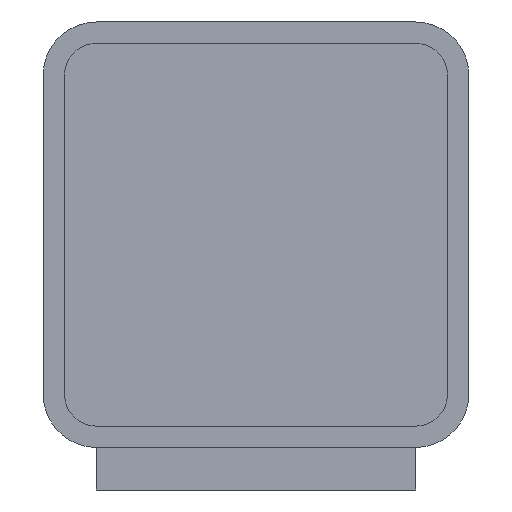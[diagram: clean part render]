
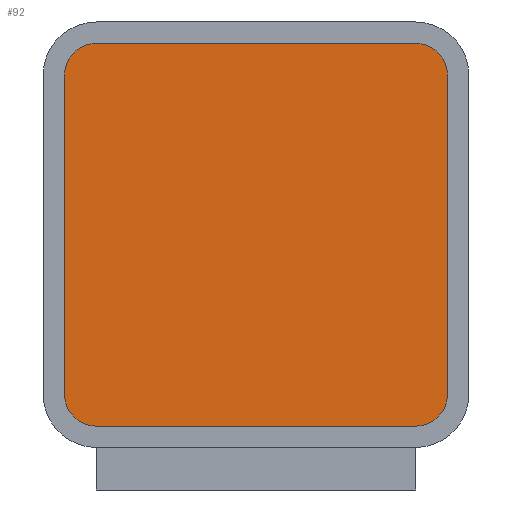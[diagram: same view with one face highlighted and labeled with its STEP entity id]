
A CAD part, front view. The second image highlights one B-rep face of the part: STEP entity #92.
In plain terms, the highlighted planar face has unit normal (0, -1, 0).
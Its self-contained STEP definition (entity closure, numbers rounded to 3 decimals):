
#92 = ADVANCED_FACE( '', ( #194 ), #195, .F. );
#194 = FACE_OUTER_BOUND( '', #305, .T. );
#195 = PLANE( '', #306 );
#305 = EDGE_LOOP( '', ( #499, #500, #501, #502, #503, #504, #505, #506 ) );
#306 = AXIS2_PLACEMENT_3D( '', #507, #508, #509 );
#499 = ORIENTED_EDGE( '', *, *, #717, .F. );
#500 = ORIENTED_EDGE( '', *, *, #722, .F. );
#501 = ORIENTED_EDGE( '', *, *, #667, .F. );
#502 = ORIENTED_EDGE( '', *, *, #744, .F. );
#503 = ORIENTED_EDGE( '', *, *, #686, .F. );
#504 = ORIENTED_EDGE( '', *, *, #745, .F. );
#505 = ORIENTED_EDGE( '', *, *, #672, .F. );
#506 = ORIENTED_EDGE( '', *, *, #746, .F. );
#507 = CARTESIAN_POINT( '', ( -0.75, -24.995, -0.75 ) );
#508 = DIRECTION( '', ( 0., 1., 0. ) );
#509 = DIRECTION( '', ( 0., 0., 1. ) );
#667 = EDGE_CURVE( '', #787, #788, #789, .T. );
#672 = EDGE_CURVE( '', #796, #797, #798, .T. );
#686 = EDGE_CURVE( '', #820, #821, #822, .T. );
#717 = EDGE_CURVE( '', #875, #876, #877, .T. );
#722 = EDGE_CURVE( '', #788, #875, #884, .T. );
#744 = EDGE_CURVE( '', #821, #787, #913, .T. );
#745 = EDGE_CURVE( '', #797, #820, #914, .T. );
#746 = EDGE_CURVE( '', #876, #796, #915, .T. );
#787 = VERTEX_POINT( '', #963 );
#788 = VERTEX_POINT( '', #964 );
#789 = CIRCLE( '', #965, 0.15 );
#796 = VERTEX_POINT( '', #974 );
#797 = VERTEX_POINT( '', #975 );
#798 = CIRCLE( '', #976, 0.15 );
#820 = VERTEX_POINT( '', #1005 );
#821 = VERTEX_POINT( '', #1006 );
#822 = CIRCLE( '', #1007, 0.15 );
#875 = VERTEX_POINT( '', #1075 );
#876 = VERTEX_POINT( '', #1076 );
#877 = CIRCLE( '', #1077, 0.15 );
#884 = LINE( '', #1086, #1087 );
#913 = LINE( '', #1129, #1130 );
#914 = LINE( '', #1131, #1132 );
#915 = LINE( '', #1133, #1134 );
#963 = CARTESIAN_POINT( '', ( 0.9, -24.995, -0.75 ) );
#964 = CARTESIAN_POINT( '', ( 0.75, -24.995, -0.9 ) );
#965 = AXIS2_PLACEMENT_3D( '', #1200, #1201, #1202 );
#974 = CARTESIAN_POINT( '', ( -0.9, -24.995, 0.75 ) );
#975 = CARTESIAN_POINT( '', ( -0.75, -24.995, 0.9 ) );
#976 = AXIS2_PLACEMENT_3D( '', #1208, #1209, #1210 );
#1005 = CARTESIAN_POINT( '', ( 0.75, -24.995, 0.9 ) );
#1006 = CARTESIAN_POINT( '', ( 0.9, -24.995, 0.75 ) );
#1007 = AXIS2_PLACEMENT_3D( '', #1227, #1228, #1229 );
#1075 = CARTESIAN_POINT( '', ( -0.75, -24.995, -0.9 ) );
#1076 = CARTESIAN_POINT( '', ( -0.9, -24.995, -0.75 ) );
#1077 = AXIS2_PLACEMENT_3D( '', #1272, #1273, #1274 );
#1086 = CARTESIAN_POINT( '', ( 0.75, -24.995, -0.9 ) );
#1087 = VECTOR( '', #1280, 1000. );
#1129 = CARTESIAN_POINT( '', ( 0.9, -24.995, 0.75 ) );
#1130 = VECTOR( '', #1300, 1000. );
#1131 = CARTESIAN_POINT( '', ( -0.75, -24.995, 0.9 ) );
#1132 = VECTOR( '', #1301, 1000. );
#1133 = CARTESIAN_POINT( '', ( -0.9, -24.995, -0.75 ) );
#1134 = VECTOR( '', #1302, 1000. );
#1200 = CARTESIAN_POINT( '', ( 0.75, -24.995, -0.75 ) );
#1201 = DIRECTION( '', ( 0., 1., 0. ) );
#1202 = DIRECTION( '', ( 1., 0., 0. ) );
#1208 = CARTESIAN_POINT( '', ( -0.75, -24.995, 0.75 ) );
#1209 = DIRECTION( '', ( 0., 1., 0. ) );
#1210 = DIRECTION( '', ( 1., 0., 0. ) );
#1227 = CARTESIAN_POINT( '', ( 0.75, -24.995, 0.75 ) );
#1228 = DIRECTION( '', ( 0., 1., 0. ) );
#1229 = DIRECTION( '', ( -1., 0., 0. ) );
#1272 = CARTESIAN_POINT( '', ( -0.75, -24.995, -0.75 ) );
#1273 = DIRECTION( '', ( 0., 1., 0. ) );
#1274 = DIRECTION( '', ( 1., 0., 0. ) );
#1280 = DIRECTION( '', ( -1., 0., 0. ) );
#1300 = DIRECTION( '', ( 0., 0., -1. ) );
#1301 = DIRECTION( '', ( 1., 0., 0. ) );
#1302 = DIRECTION( '', ( 0., 0., 1. ) );
